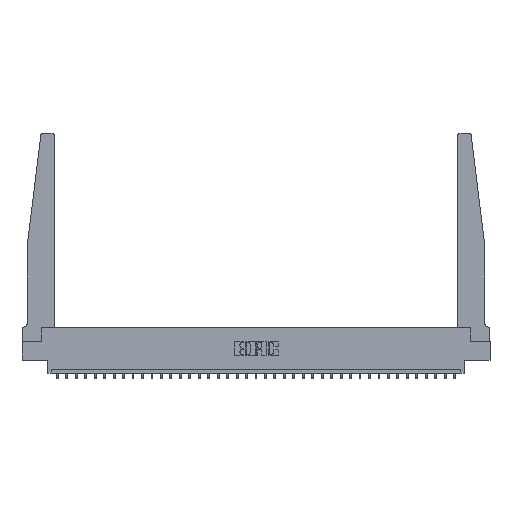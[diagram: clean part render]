
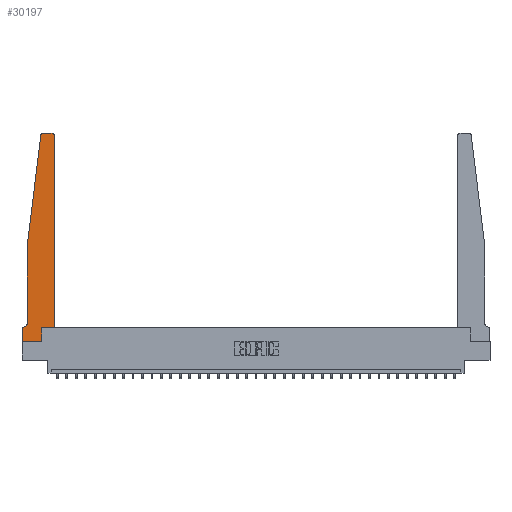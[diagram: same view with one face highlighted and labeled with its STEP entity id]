
A CAD part, top view. The second image highlights one B-rep face of the part: STEP entity #30197.
In plain terms, the highlighted planar face has unit normal (0, 0, 1).
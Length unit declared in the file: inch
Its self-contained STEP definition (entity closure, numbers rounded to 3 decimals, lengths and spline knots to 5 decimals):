
#320 = VECTOR ( 'NONE', #3318, 39.37008 ) ;
#599 = VECTOR ( 'NONE', #25399, 39.37008 ) ;
#625 = CARTESIAN_POINT ( 'NONE',  ( 0., 0.1875, 0.37 ) ) ;
#1130 = VERTEX_POINT ( 'NONE', #22792 ) ;
#1172 = VERTEX_POINT ( 'NONE', #25233 ) ;
#1286 = ORIENTED_EDGE ( 'NONE', *, *, #18601, .T. ) ;
#2200 = EDGE_CURVE ( 'NONE', #1130, #9710, #22434, .T. ) ;
#2262 = CARTESIAN_POINT ( 'NONE',  ( 0.065, 1.25, 0.37 ) ) ;
#2631 = EDGE_CURVE ( 'NONE', #26578, #15714, #23158, .T. ) ;
#3213 = PLANE ( 'NONE',  #9331 ) ;
#3318 = DIRECTION ( 'NONE',  ( 1., 0., 0. ) ) ;
#3327 = AXIS2_PLACEMENT_3D ( 'NONE', #3778, #20842, #6272 ) ;
#3644 = DIRECTION ( 'NONE',  ( 0., 0., 1. ) ) ;
#3778 = CARTESIAN_POINT ( 'NONE',  ( 0.015, 0.2375, 0.37 ) ) ;
#4159 = ORIENTED_EDGE ( 'NONE', *, *, #27148, .T. ) ;
#4379 = CARTESIAN_POINT ( 'NONE',  ( 0.2605, 0.18, 0.37 ) ) ;
#4955 = VERTEX_POINT ( 'NONE', #10640 ) ;
#5177 = DIRECTION ( 'NONE',  ( 0., 1., 0. ) ) ;
#5745 = CARTESIAN_POINT ( 'NONE',  ( 0.065, 0.1875, 0.37 ) ) ;
#6272 = DIRECTION ( 'NONE',  ( -1., 0., 0. ) ) ;
#6316 = ORIENTED_EDGE ( 'NONE', *, *, #30276, .T. ) ;
#6380 = CARTESIAN_POINT ( 'NONE',  ( 0.015, 0.1875, 0.37 ) ) ;
#6581 = AXIS2_PLACEMENT_3D ( 'NONE', #9856, #26735, #12311 ) ;
#6689 = EDGE_LOOP ( 'NONE', ( #7461, #6316, #14471, #11583, #10537, #20374, #23031, #20178, #27510, #1286, #12983, #4159 ) ) ;
#7275 = DIRECTION ( 'NONE',  ( -0.122, -0.992, 0. ) ) ;
#7461 = ORIENTED_EDGE ( 'NONE', *, *, #31005, .T. ) ;
#7982 = LINE ( 'NONE', #22951, #599 ) ;
#8085 = VERTEX_POINT ( 'NONE', #23601 ) ;
#8102 = CARTESIAN_POINT ( 'NONE',  ( 0.425, 0.18, 0.37 ) ) ;
#8216 = DIRECTION ( 'NONE',  ( 0., 0., 1. ) ) ;
#9331 = AXIS2_PLACEMENT_3D ( 'NONE', #625, #8216, #25131 ) ;
#9710 = VERTEX_POINT ( 'NONE', #14901 ) ;
#9830 = CARTESIAN_POINT ( 'NONE',  ( 0.065, 1.25, 0.37 ) ) ;
#9856 = CARTESIAN_POINT ( 'NONE',  ( 0.395, 2.72, 0.37 ) ) ;
#10069 = CARTESIAN_POINT ( 'NONE',  ( 0.425, 2.72, 0.37 ) ) ;
#10537 = ORIENTED_EDGE ( 'NONE', *, *, #2631, .T. ) ;
#10640 = CARTESIAN_POINT ( 'NONE',  ( 0.27653, 2.75, 0.37 ) ) ;
#10700 = FACE_OUTER_BOUND ( 'NONE', #6689, .T. ) ;
#10710 = DIRECTION ( 'NONE',  ( -1., 0., 0. ) ) ;
#11168 = DIRECTION ( 'NONE',  ( -1., 0., 0. ) ) ;
#11583 = ORIENTED_EDGE ( 'NONE', *, *, #27700, .T. ) ;
#11632 = VECTOR ( 'NONE', #19464, 39.37008 ) ;
#12181 = LINE ( 'NONE', #18863, #24994 ) ;
#12311 = DIRECTION ( 'NONE',  ( 1., 0., 0. ) ) ;
#12604 = CIRCLE ( 'NONE', #17432, 0.03 ) ;
#12671 = CARTESIAN_POINT ( 'NONE',  ( 0., 0.1875, 0.37 ) ) ;
#12983 = ORIENTED_EDGE ( 'NONE', *, *, #18400, .T. ) ;
#13442 = EDGE_CURVE ( 'NONE', #28382, #1172, #20131, .T. ) ;
#13821 = VECTOR ( 'NONE', #5177, 39.37008 ) ;
#14471 = ORIENTED_EDGE ( 'NONE', *, *, #2200, .T. ) ;
#14697 = VERTEX_POINT ( 'NONE', #4379 ) ;
#14901 = CARTESIAN_POINT ( 'NONE',  ( 0.065, 1.25, 0.37 ) ) ;
#15714 = VERTEX_POINT ( 'NONE', #6380 ) ;
#16801 = CARTESIAN_POINT ( 'NONE',  ( 0., 0., 0.37 ) ) ;
#17023 = CARTESIAN_POINT ( 'NONE',  ( 0.2605, 0.18, 0.37 ) ) ;
#17147 = EDGE_CURVE ( 'NONE', #8085, #14697, #17264, .T. ) ;
#17264 = LINE ( 'NONE', #17023, #11632 ) ;
#17432 = AXIS2_PLACEMENT_3D ( 'NONE', #18258, #3644, #20712 ) ;
#18258 = CARTESIAN_POINT ( 'NONE',  ( 0.27653, 2.72, 0.37 ) ) ;
#18400 = EDGE_CURVE ( 'NONE', #27876, #27221, #31548, .T. ) ;
#18601 = EDGE_CURVE ( 'NONE', #14697, #27876, #19828, .T. ) ;
#18702 = LINE ( 'NONE', #5745, #24355 ) ;
#18863 = CARTESIAN_POINT ( 'NONE',  ( 0.25, 2.75, 0.37 ) ) ;
#19252 = DIRECTION ( 'NONE',  ( 0., -1., 0. ) ) ;
#19464 = DIRECTION ( 'NONE',  ( 0., 1., 0. ) ) ;
#19818 = CARTESIAN_POINT ( 'NONE',  ( 0.065, 0.2375, 0.37 ) ) ;
#19828 = LINE ( 'NONE', #25241, #320 ) ;
#20131 = LINE ( 'NONE', #16801, #23142 ) ;
#20178 = ORIENTED_EDGE ( 'NONE', *, *, #25914, .T. ) ;
#20218 = CARTESIAN_POINT ( 'NONE',  ( 0.395, 2.75, 0.37 ) ) ;
#20374 = ORIENTED_EDGE ( 'NONE', *, *, #24159, .T. ) ;
#20650 = LINE ( 'NONE', #9830, #27037 ) ;
#20712 = DIRECTION ( 'NONE',  ( 1., 0., 0. ) ) ;
#20842 = DIRECTION ( 'NONE',  ( 0., 0., -1. ) ) ;
#22180 = CARTESIAN_POINT ( 'NONE',  ( 0.425, 0.18, 0.37 ) ) ;
#22434 = LINE ( 'NONE', #2262, #28100 ) ;
#22792 = CARTESIAN_POINT ( 'NONE',  ( 0.24675, 2.72367, 0.37 ) ) ;
#22951 = CARTESIAN_POINT ( 'NONE',  ( 0., 0., 0.37 ) ) ;
#23031 = ORIENTED_EDGE ( 'NONE', *, *, #13442, .T. ) ;
#23142 = VECTOR ( 'NONE', #19252, 39.37008 ) ;
#23158 = CIRCLE ( 'NONE', #3327, 0.05 ) ;
#23601 = CARTESIAN_POINT ( 'NONE',  ( 0.2605, 0., 0.37 ) ) ;
#24107 = VERTEX_POINT ( 'NONE', #20218 ) ;
#24159 = EDGE_CURVE ( 'NONE', #15714, #28382, #18702, .T. ) ;
#24355 = VECTOR ( 'NONE', #10710, 39.37008 ) ;
#24994 = VECTOR ( 'NONE', #11168, 39.37008 ) ;
#25131 = DIRECTION ( 'NONE',  ( 1., 0., 0. ) ) ;
#25233 = CARTESIAN_POINT ( 'NONE',  ( 0., 0., 0.37 ) ) ;
#25241 = CARTESIAN_POINT ( 'NONE',  ( 0.425, 0.18, 0.37 ) ) ;
#25399 = DIRECTION ( 'NONE',  ( 1., 0., 0. ) ) ;
#25914 = EDGE_CURVE ( 'NONE', #1172, #8085, #7982, .T. ) ;
#26578 = VERTEX_POINT ( 'NONE', #19818 ) ;
#26707 = DIRECTION ( 'NONE',  ( 0., -1., 0. ) ) ;
#26735 = DIRECTION ( 'NONE',  ( 0., 0., 1. ) ) ;
#27037 = VECTOR ( 'NONE', #26707, 39.37008 ) ;
#27148 = EDGE_CURVE ( 'NONE', #27221, #24107, #30088, .T. ) ;
#27221 = VERTEX_POINT ( 'NONE', #10069 ) ;
#27510 = ORIENTED_EDGE ( 'NONE', *, *, #17147, .T. ) ;
#27700 = EDGE_CURVE ( 'NONE', #9710, #26578, #20650, .T. ) ;
#27876 = VERTEX_POINT ( 'NONE', #8102 ) ;
#28100 = VECTOR ( 'NONE', #7275, 39.37008 ) ;
#28382 = VERTEX_POINT ( 'NONE', #12671 ) ;
#30088 = CIRCLE ( 'NONE', #6581, 0.03 ) ;
#30197 = ADVANCED_FACE ( 'NONE', ( #10700 ), #3213, .T. ) ;
#30276 = EDGE_CURVE ( 'NONE', #4955, #1130, #12604, .T. ) ;
#31005 = EDGE_CURVE ( 'NONE', #24107, #4955, #12181, .T. ) ;
#31548 = LINE ( 'NONE', #22180, #13821 ) ;
